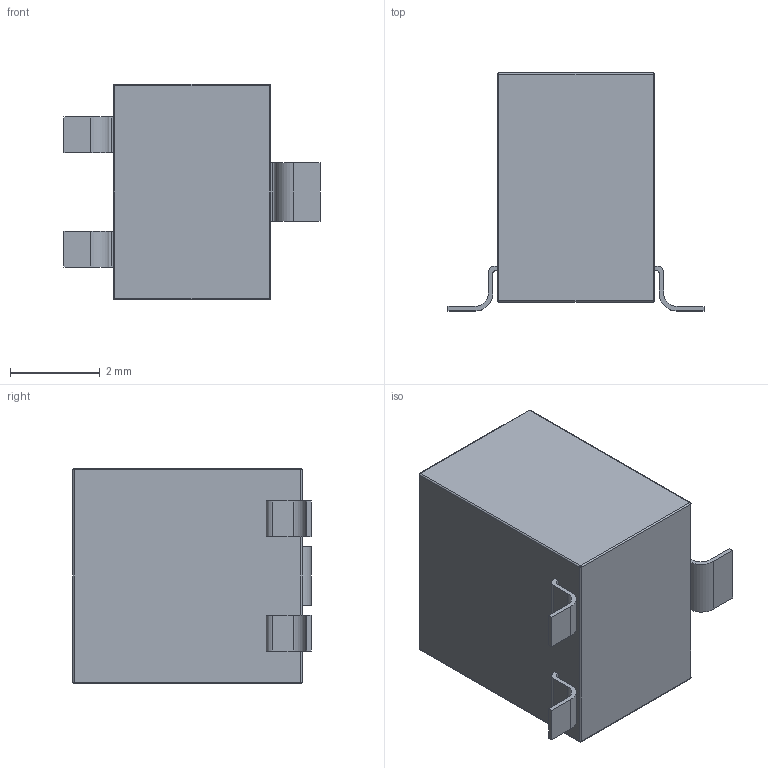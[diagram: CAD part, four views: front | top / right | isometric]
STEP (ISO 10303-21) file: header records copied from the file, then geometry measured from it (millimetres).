
FILE_DESCRIPTION(/* description */ (''),/* implementation_level */ '2;1');
FILE_NAME(/* name */ 'Bourns 3214X v4.step',/* time_stamp */ '2020-11-08T23:09:15-07:00',/* author */ (''),/* organization */ (''),/* preprocessor_version */ 'ST-DEVELOPER v18.1',/* originating_system */ 'Autodesk Translation Framework v9.3.0.1241',/* authorisation */ '');
FILE_SCHEMA (('AUTOMOTIVE_DESIGN { 1 0 10303 214 3 1 1 }'));
Length unit declared in the file: millimetre
Products named in the file (4): Bourns 3214X; Resistor Body; Adjustment; Leads
Assembly tree (3 placements, depth 3):
  Bourns 3214X
    Resistor Body
      Adjustment
    Leads
Bounding box: 5.7 x 5.3 x 4.8 mm (x, y, z)
Volume: 85.6 mm3; surface area: 145.3 mm2
Topology: 5 solids, 5 shells, 195 faces, 490 edges, 312 vertices
Faces by surface type: plane 87, bspline 57, cylinder 34, sphere 12, torus 5
Full cylindrical faces by diameter (mm): 1.49 x1, 1.5 x1
Entity records: 6572 total; most frequent: CARTESIAN_POINT 2110, ORIENTED_EDGE 980, DIRECTION 749, EDGE_CURVE 490, VERTEX_POINT 312, LINE 293, VECTOR 293, AXIS2_PLACEMENT_3D 228
